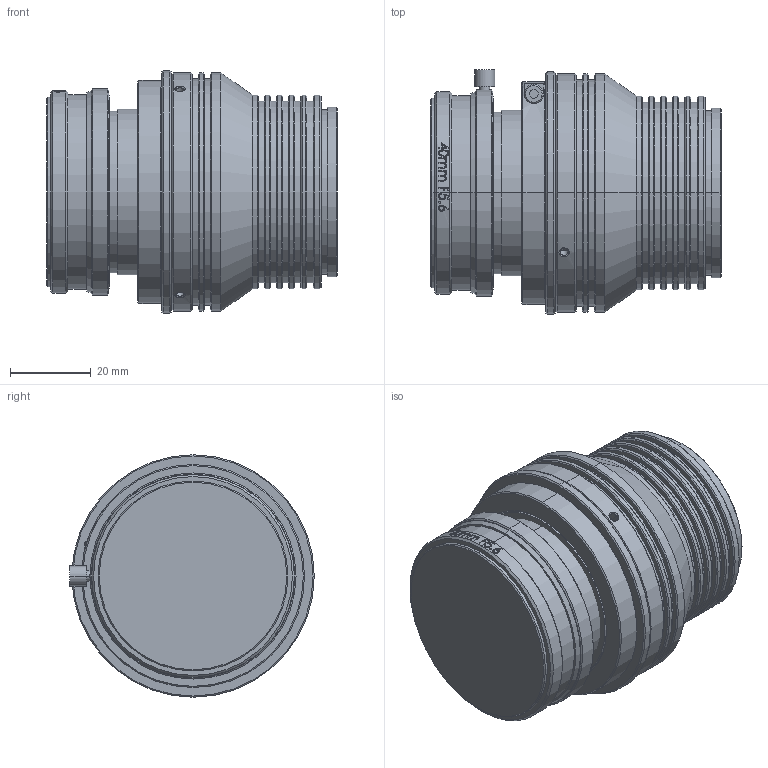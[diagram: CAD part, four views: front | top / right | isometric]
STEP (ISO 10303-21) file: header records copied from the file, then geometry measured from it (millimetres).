
FILE_DESCRIPTION (( 'STEP AP203' ), '1' );
FILE_NAME ('4056_M42_42Y｡ﾁ0.step', '2024-12-28T05:55:25', ( 'Windows ﾓﾃｻｧ' ), ( 'Microsoft' ), 'SwSTEP 2.0', 'SolidWorks 2018', '' );
FILE_SCHEMA (( 'CONFIG_CONTROL_DESIGN' ));
Length unit declared in the file: millimetre
Products named in the file (1): 4056_M42_42Y×0
Bounding box: 71.9 x 60.5 x 60 mm (x, y, z)
Volume: 106191.3 mm3; surface area: 40026.3 mm2
Topology: 6 solids, 6 shells, 429 faces, 1005 edges, 637 vertices
Faces by surface type: cylinder 132, plane 130, cone 106, bspline 61
Entity records: 21881 total; most frequent: CARTESIAN_POINT 12257, ORIENTED_EDGE 2010, DIRECTION 1893, EDGE_CURVE 1005, AXIS2_PLACEMENT_3D 756, VERTEX_POINT 637, EDGE_LOOP 494, FACE_OUTER_BOUND 429
